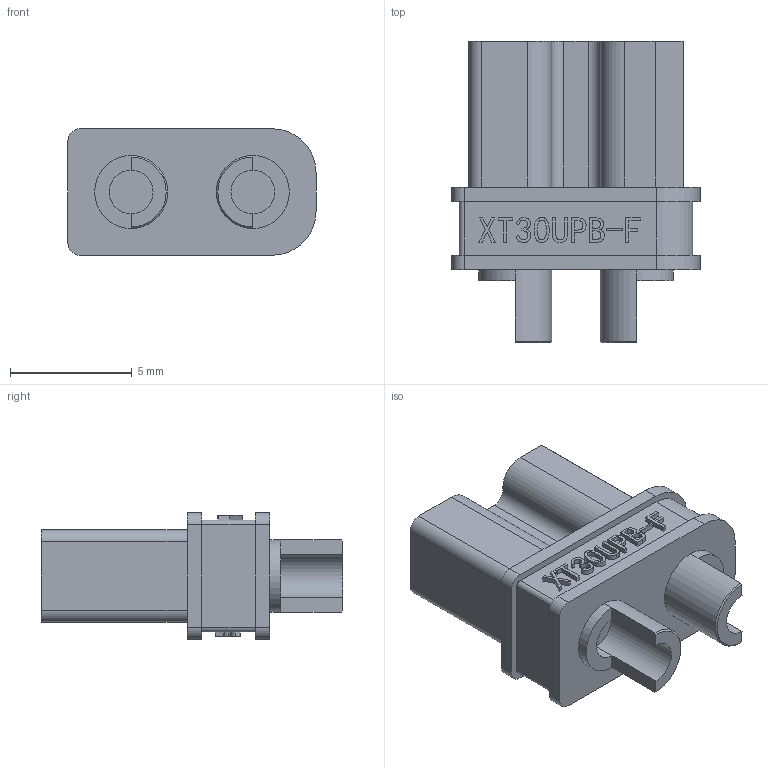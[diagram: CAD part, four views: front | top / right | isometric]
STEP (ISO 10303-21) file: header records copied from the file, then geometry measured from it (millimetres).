
FILE_DESCRIPTION (( 'STEP AP214' ), '1' );
FILE_NAME ('B8EB3B2D-FB6F-4D0C-94F9-6D1EECE42CEE.STEP', '2023-09-17T22:37:27', ( '' ), ( '' ), 'SwSTEP 2.0', 'SolidWorks 2022', '' );
FILE_SCHEMA (( 'AUTOMOTIVE_DESIGN' ));
Length unit declared in the file: millimetre
Products named in the file (1): B8EB3B2D-FB6F-4D0C-94F9-6D1EECE42CEE
Bounding box: 10.2 x 12.4 x 5.2 mm (x, y, z)
Volume: 272.6 mm3; surface area: 536.9 mm2
Topology: 1 solids, 1 shells, 266 faces, 697 edges, 462 vertices
Faces by surface type: plane 156, bspline 70, cylinder 38, cone 2
Entity records: 12933 total; most frequent: CARTESIAN_POINT 6432, ORIENTED_EDGE 1394, DIRECTION 1029, EDGE_CURVE 697, VECTOR 479, LINE 479, VERTEX_POINT 462, EDGE_LOOP 295
